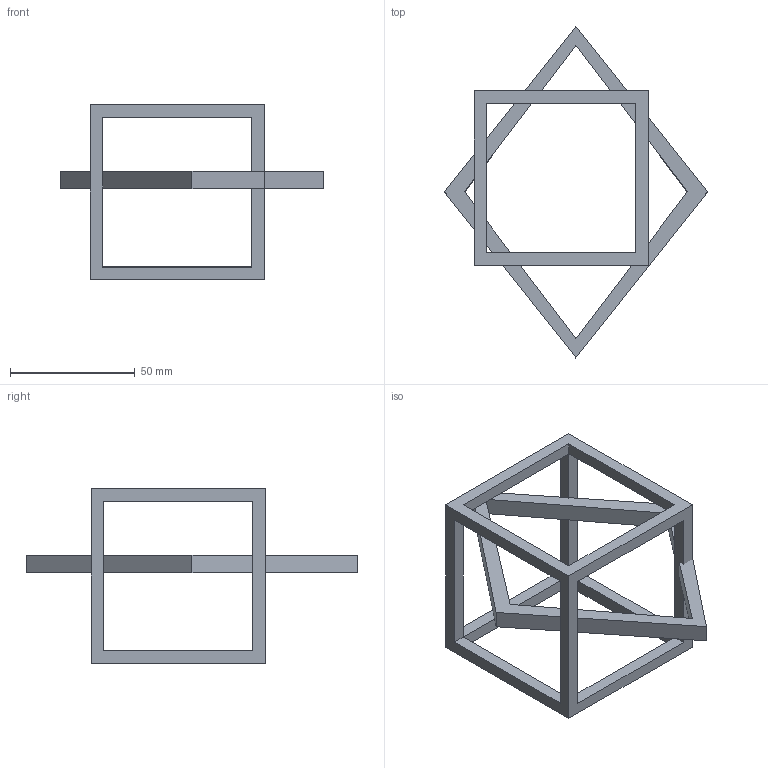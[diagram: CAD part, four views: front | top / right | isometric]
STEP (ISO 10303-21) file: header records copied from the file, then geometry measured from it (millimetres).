
FILE_DESCRIPTION(/* description */ (''),/* implementation_level */ '2;1');
FILE_NAME(/* name */ '5fbbdffe76c3d51435e55002',/* time_stamp */ '2020-11-23T16:14:55+00:00',/* author */ (''),/* organization */ (''),/* preprocessor_version */ 'ST-DEVELOPER v16.7',/* originating_system */ $,/* authorisation */ $);
FILE_SCHEMA (('AUTOMOTIVE_DESIGN {1 0 10303 214 3 1 1}'));
Length unit declared in the file: metre
Products named in the file (3): Assembly 2.2; Part 1
Assembly tree (2 placements, depth 2):
  Assembly 2.2
    Part 1
    Part 1
Bounding box: 105.53 x 133.28 x 70 mm (x, y, z)
Volume: 31477.3 mm3; surface area: 23010.6 mm2
Topology: 2 solids, 2 shells, 34 faces, 96 edges, 62 vertices
Faces by surface type: plane 34
Entity records: 1171 total; most frequent: CARTESIAN_POINT 195, ORIENTED_EDGE 192, DIRECTION 170, EDGE_CURVE 96, LINE 96, VECTOR 96, VERTEX_POINT 62, EDGE_LOOP 42
